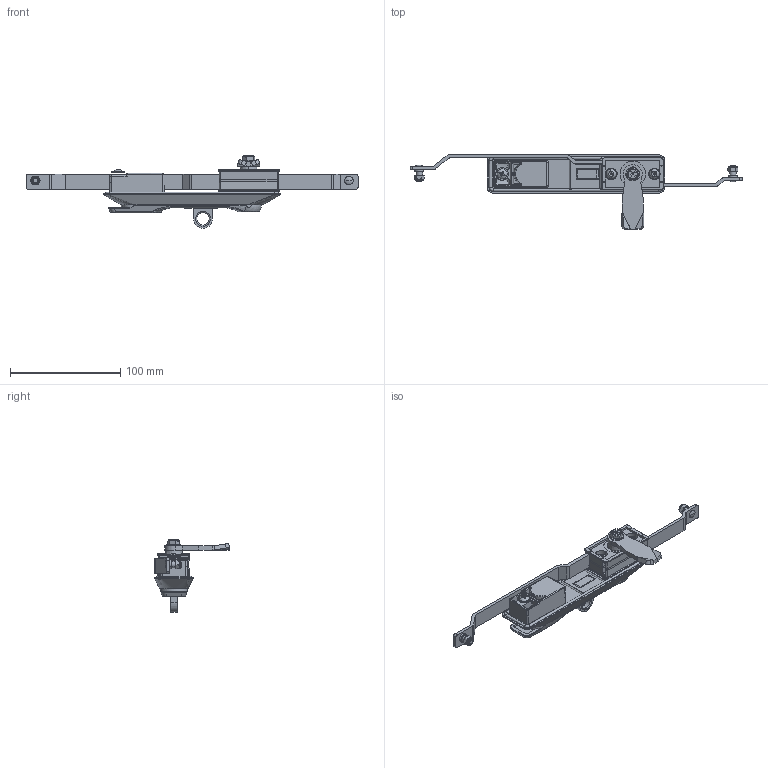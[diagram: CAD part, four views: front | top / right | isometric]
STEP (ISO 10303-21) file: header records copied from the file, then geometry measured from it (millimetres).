
FILE_DESCRIPTION (( 'STEP AP203' ), '1' );
FILE_NAME ('KI36.5.01.60.STEP', '2022-08-25T09:16:14', ( '' ), ( '' ), 'SwSTEP 2.0', 'SolidWorks 2021', '' );
FILE_SCHEMA (( 'CONFIG_CONTROL_DESIGN' ));
Length unit declared in the file: millimetre
Products named in the file (1): KI36.5.01.60
Bounding box: 301 x 67.81 x 65.67 mm (x, y, z)
Surface area: 49726.8 mm2 (no closed solid volume)
Topology: 0 solids, 29 shells, 557 faces, 1859 edges, 1301 vertices
Faces by surface type: plane 223, cylinder 151, bspline 87, torus 57, cone 31, sphere 8
Entity records: 28909 total; most frequent: CARTESIAN_POINT 14602, ORIENTED_EDGE 3097, DIRECTION 2375, EDGE_CURVE 1854, VERTEX_POINT 1300, AXIS2_PLACEMENT_3D 862, B_SPLINE_CURVE_WITH_KNOTS 715, VECTOR 651
